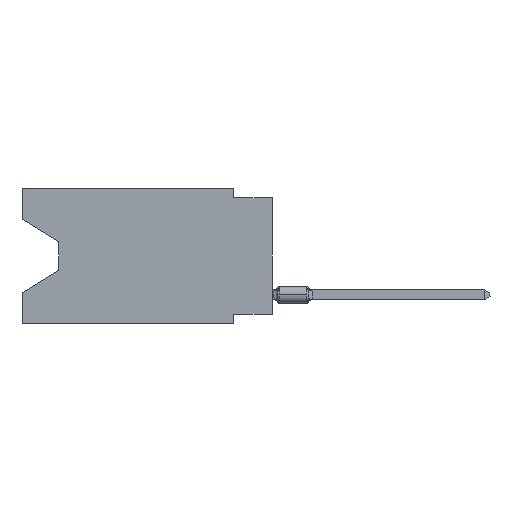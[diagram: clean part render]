
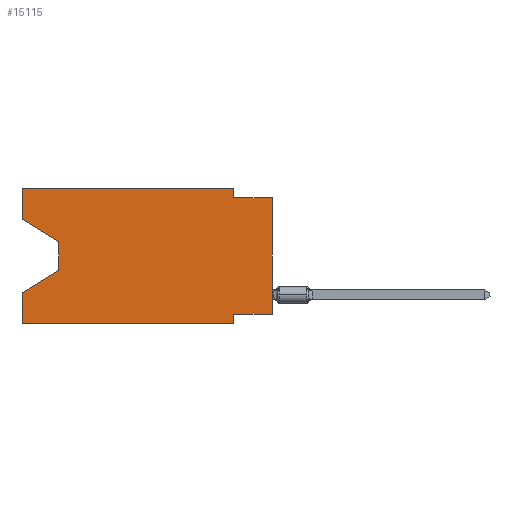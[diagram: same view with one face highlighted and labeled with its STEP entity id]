
A CAD part, left-side view. The second image highlights one B-rep face of the part: STEP entity #15115.
In plain terms, the highlighted planar face has unit normal (-1, 0, 0).
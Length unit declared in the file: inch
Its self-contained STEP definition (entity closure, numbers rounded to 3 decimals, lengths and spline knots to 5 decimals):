
#128 = CARTESIAN_POINT ( 'NONE',  ( 0., 0.55, -0.138 ) ) ;
#228 = VECTOR ( 'NONE', #6941, 39.37008 ) ;
#999 = VERTEX_POINT ( 'NONE', #11039 ) ;
#1162 = VECTOR ( 'NONE', #17939, 39.37008 ) ;
#1183 = CARTESIAN_POINT ( 'NONE',  ( 0., 0., -0.025 ) ) ;
#1199 = EDGE_CURVE ( 'NONE', #999, #20342, #20058, .T. ) ;
#1464 = EDGE_CURVE ( 'NONE', #18960, #17955, #11589, .T. ) ;
#1483 = ORIENTED_EDGE ( 'NONE', *, *, #20335, .F. ) ;
#1523 = CARTESIAN_POINT ( 'NONE',  ( 0., 0., -0.025 ) ) ;
#1678 = LINE ( 'NONE', #14460, #11114 ) ;
#2130 = CARTESIAN_POINT ( 'NONE',  ( 0., 0.1, 0. ) ) ;
#3018 = CARTESIAN_POINT ( 'NONE',  ( 0., 0., -0.325 ) ) ;
#3360 = FACE_OUTER_BOUND ( 'NONE', #11569, .T. ) ;
#3501 = EDGE_CURVE ( 'NONE', #7992, #12590, #12252, .T. ) ;
#3828 = LINE ( 'NONE', #19860, #22164 ) ;
#4553 = VECTOR ( 'NONE', #19926, 39.37008 ) ;
#4979 = EDGE_CURVE ( 'NONE', #12590, #21472, #16429, .T. ) ;
#5155 = LINE ( 'NONE', #22678, #19680 ) ;
#5323 = PLANE ( 'NONE',  #14110 ) ;
#5471 = LINE ( 'NONE', #10645, #1162 ) ;
#6071 = EDGE_CURVE ( 'NONE', #17330, #19747, #1678, .T. ) ;
#6653 = ORIENTED_EDGE ( 'NONE', *, *, #14733, .F. ) ;
#6817 = CARTESIAN_POINT ( 'NONE',  ( 0., 0., -0.325 ) ) ;
#6941 = DIRECTION ( 'NONE',  ( 0., -1., 0. ) ) ;
#7992 = VERTEX_POINT ( 'NONE', #20287 ) ;
#8200 = ORIENTED_EDGE ( 'NONE', *, *, #9125, .T. ) ;
#8404 = CARTESIAN_POINT ( 'NONE',  ( 0., 0.645, 0. ) ) ;
#8440 = LINE ( 'NONE', #22644, #8511 ) ;
#8511 = VECTOR ( 'NONE', #12153, 39.37008 ) ;
#9125 = EDGE_CURVE ( 'NONE', #11402, #20221, #21602, .T. ) ;
#9247 = DIRECTION ( 'NONE',  ( 0., 0., -1. ) ) ;
#9410 = CARTESIAN_POINT ( 'NONE',  ( 0., 0.1, -0.025 ) ) ;
#9760 = CARTESIAN_POINT ( 'NONE',  ( 0., 0.1, -0.35 ) ) ;
#9904 = ORIENTED_EDGE ( 'NONE', *, *, #6071, .T. ) ;
#9919 = CARTESIAN_POINT ( 'NONE',  ( 0., 0.645, -0.26975 ) ) ;
#10378 = DIRECTION ( 'NONE',  ( 1., 0., 0. ) ) ;
#10645 = CARTESIAN_POINT ( 'NONE',  ( 0., 0.55, -0.138 ) ) ;
#10989 = CARTESIAN_POINT ( 'NONE',  ( 0., 0.55, -0.212 ) ) ;
#11039 = CARTESIAN_POINT ( 'NONE',  ( 0., 0.1, -0.325 ) ) ;
#11114 = VECTOR ( 'NONE', #19428, 39.37008 ) ;
#11227 = ORIENTED_EDGE ( 'NONE', *, *, #4979, .F. ) ;
#11402 = VERTEX_POINT ( 'NONE', #20903 ) ;
#11569 = EDGE_LOOP ( 'NONE', ( #9904, #18698, #8200, #18266, #21079, #17048, #6653, #12478, #1483, #11227, #14416, #15232 ) ) ;
#11585 = CARTESIAN_POINT ( 'NONE',  ( 0., 0.645, -0.08025 ) ) ;
#11589 = LINE ( 'NONE', #18633, #22226 ) ;
#12128 = CARTESIAN_POINT ( 'NONE',  ( 0., 0.645, -0.35 ) ) ;
#12153 = DIRECTION ( 'NONE',  ( 0., 0., 1. ) ) ;
#12252 = LINE ( 'NONE', #16072, #228 ) ;
#12363 = DIRECTION ( 'NONE',  ( 0., -1., 0. ) ) ;
#12478 = ORIENTED_EDGE ( 'NONE', *, *, #1464, .T. ) ;
#12590 = VERTEX_POINT ( 'NONE', #18080 ) ;
#13565 = DIRECTION ( 'NONE',  ( 0., -1., 0. ) ) ;
#14110 = AXIS2_PLACEMENT_3D ( 'NONE', #8404, #10378, #21229 ) ;
#14204 = DIRECTION ( 'NONE',  ( 0., 0., 1. ) ) ;
#14388 = LINE ( 'NONE', #6817, #4553 ) ;
#14416 = ORIENTED_EDGE ( 'NONE', *, *, #3501, .F. ) ;
#14460 = CARTESIAN_POINT ( 'NONE',  ( 0., 0.645, -0.08025 ) ) ;
#14603 = DIRECTION ( 'NONE',  ( 0., 0., 1. ) ) ;
#14733 = EDGE_CURVE ( 'NONE', #18960, #999, #14388, .T. ) ;
#15115 = ADVANCED_FACE ( 'NONE', ( #3360 ), #5323, .F. ) ;
#15232 = ORIENTED_EDGE ( 'NONE', *, *, #17574, .F. ) ;
#15992 = VECTOR ( 'NONE', #9247, 39.37008 ) ;
#16072 = CARTESIAN_POINT ( 'NONE',  ( 0., 0.645, 0. ) ) ;
#16429 = LINE ( 'NONE', #2130, #15992 ) ;
#17048 = ORIENTED_EDGE ( 'NONE', *, *, #1199, .F. ) ;
#17330 = VERTEX_POINT ( 'NONE', #11585 ) ;
#17574 = EDGE_CURVE ( 'NONE', #17330, #7992, #8440, .T. ) ;
#17937 = DIRECTION ( 'NONE',  ( 0., 0.855, -0.519 ) ) ;
#17939 = DIRECTION ( 'NONE',  ( 0., 0., -1. ) ) ;
#17955 = VERTEX_POINT ( 'NONE', #1183 ) ;
#18080 = CARTESIAN_POINT ( 'NONE',  ( 0., 0.1, 0. ) ) ;
#18266 = ORIENTED_EDGE ( 'NONE', *, *, #19230, .F. ) ;
#18633 = CARTESIAN_POINT ( 'NONE',  ( 0., 0., 0. ) ) ;
#18698 = ORIENTED_EDGE ( 'NONE', *, *, #18772, .T. ) ;
#18772 = EDGE_CURVE ( 'NONE', #19747, #11402, #5471, .T. ) ;
#18960 = VERTEX_POINT ( 'NONE', #3018 ) ;
#19230 = EDGE_CURVE ( 'NONE', #20248, #20221, #3828, .T. ) ;
#19428 = DIRECTION ( 'NONE',  ( 0., -0.855, -0.519 ) ) ;
#19430 = VECTOR ( 'NONE', #17937, 39.37008 ) ;
#19680 = VECTOR ( 'NONE', #13565, 39.37008 ) ;
#19747 = VERTEX_POINT ( 'NONE', #128 ) ;
#19860 = CARTESIAN_POINT ( 'NONE',  ( 0., 0.645, 0. ) ) ;
#19926 = DIRECTION ( 'NONE',  ( 0., 1., 0. ) ) ;
#20058 = LINE ( 'NONE', #9760, #21354 ) ;
#20221 = VERTEX_POINT ( 'NONE', #9919 ) ;
#20248 = VERTEX_POINT ( 'NONE', #12128 ) ;
#20287 = CARTESIAN_POINT ( 'NONE',  ( 0., 0.645, 0. ) ) ;
#20335 = EDGE_CURVE ( 'NONE', #21472, #17955, #21001, .T. ) ;
#20342 = VERTEX_POINT ( 'NONE', #20892 ) ;
#20892 = CARTESIAN_POINT ( 'NONE',  ( 0., 0.1, -0.35 ) ) ;
#20903 = CARTESIAN_POINT ( 'NONE',  ( 0., 0.55, -0.212 ) ) ;
#21001 = LINE ( 'NONE', #1523, #21838 ) ;
#21060 = EDGE_CURVE ( 'NONE', #20248, #20342, #5155, .T. ) ;
#21079 = ORIENTED_EDGE ( 'NONE', *, *, #21060, .T. ) ;
#21229 = DIRECTION ( 'NONE',  ( 0., 0., -1. ) ) ;
#21354 = VECTOR ( 'NONE', #22094, 39.37008 ) ;
#21472 = VERTEX_POINT ( 'NONE', #9410 ) ;
#21602 = LINE ( 'NONE', #10989, #19430 ) ;
#21838 = VECTOR ( 'NONE', #12363, 39.37008 ) ;
#22094 = DIRECTION ( 'NONE',  ( 0., 0., -1. ) ) ;
#22164 = VECTOR ( 'NONE', #14204, 39.37008 ) ;
#22226 = VECTOR ( 'NONE', #14603, 39.37008 ) ;
#22644 = CARTESIAN_POINT ( 'NONE',  ( 0., 0.645, 0. ) ) ;
#22678 = CARTESIAN_POINT ( 'NONE',  ( 0., 0.645, -0.35 ) ) ;
